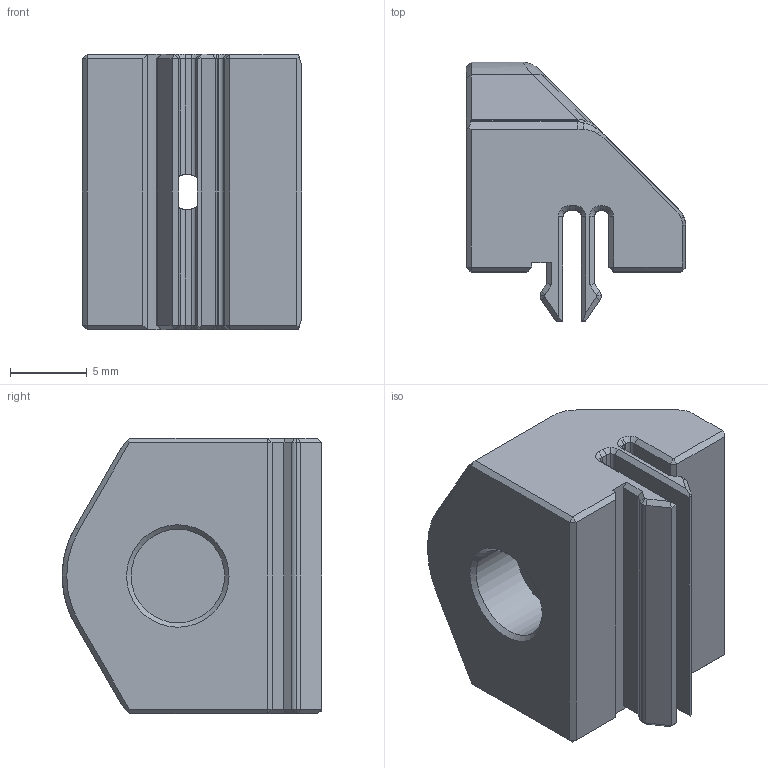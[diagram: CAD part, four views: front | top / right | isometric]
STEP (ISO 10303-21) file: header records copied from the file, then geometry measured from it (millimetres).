
FILE_DESCRIPTION(('HOOPS Exchange Step'),'2;1');
FILE_NAME('temp_export','2023-04-02T11:32:28-04:00',('CC2451'),('Shapr3D Limited'),'HOOPS Exchange 2021.2','Shapr3D','Authorized');
FILE_SCHEMA( ('AP203_CONFIGURATION_CONTROLLED_3D_DESIGN_OF_MECHANICAL_PARTS_AND_ASSEMBLIES_MIM_LF') );
Length unit declared in the file: millimetre
Products named in the file (2): Magnet_Receiver.step; CCBD53FD-411C-49AF-8175-55F453267783.tmp
Assembly tree (1 placements, depth 2):
  CCBD53FD-411C-49AF-8175-55F453267783.tmp
    Magnet_Receiver.step
Bounding box: 14.3 x 16.95 x 18 mm (x, y, z)
Volume: 2184.3 mm3; surface area: 1727 mm2
Topology: 1 solids, 1 shells, 167 faces, 416 edges, 251 vertices
Faces by surface type: plane 77, cylinder 40, cone 31, bspline 19
Full cylindrical faces by diameter (mm): 2.3 x1, 4.5 x1, 6.1 x1
Entity records: 6925 total; most frequent: CARTESIAN_POINT 3054, ORIENTED_EDGE 832, DIRECTION 744, EDGE_CURVE 416, VECTOR 256, LINE 256, VERTEX_POINT 251, AXIS2_PLACEMENT_3D 244
